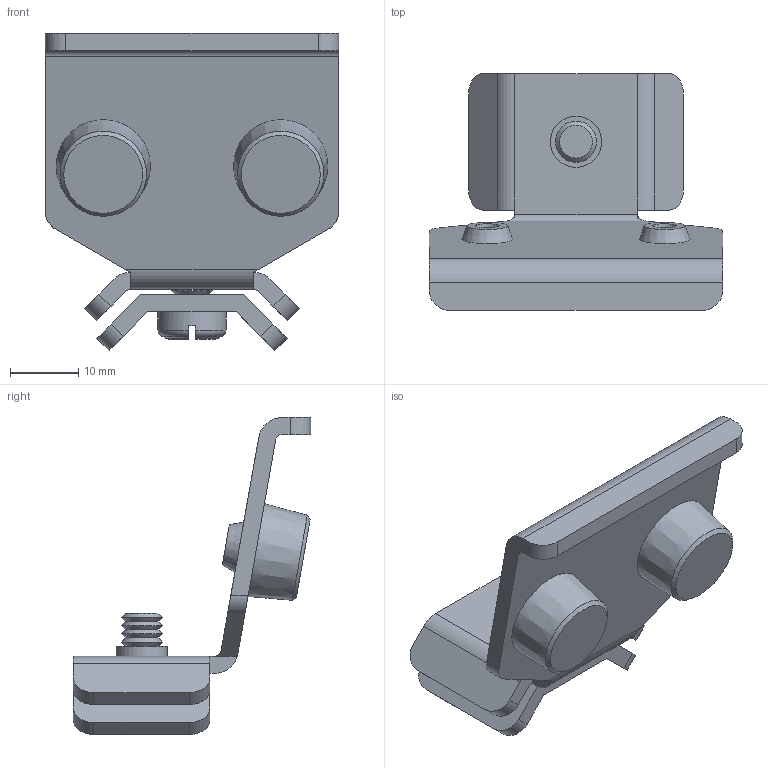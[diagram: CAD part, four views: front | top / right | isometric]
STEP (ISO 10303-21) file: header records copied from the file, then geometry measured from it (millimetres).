
FILE_DESCRIPTION( ( 'STEP AP214' ), '1' );
FILE_NAME( ' ', ' ', ( ' ' ), ( ' ' ), 'PSStep 11.0', 'VISI 17.0', ' ' );
FILE_SCHEMA( ( 'AUTOMOTIVE_DESIGN { 1 0 10303 214 1 1 1 1 }' ) );
Length unit declared in the file: millimetre
Products named in the file (5): 1; 2; 3; 4; 5
Bounding box: 43 x 34.77 x 46.46 mm (x, y, z)
Volume: 9405.2 mm3; surface area: 9377.8 mm2
Topology: 5 solids, 5 shells, 178 faces, 434 edges, 282 vertices
Faces by surface type: plane 70, cone 64, cylinder 26, torus 16, sphere 2
Full cylindrical faces by diameter (mm): 6 x1, 6.5 x1, 6.8 x2, 7.5 x1, 10 x1
Entity records: 6643 total; most frequent: CARTESIAN_POINT 1279, DIRECTION 806, ORIENTED_EDGE 736, EDGE_CURVE 368, AXIS2_PLACEMENT_3D 339, VERTEX_POINT 262, EDGE_LOOP 248, FACE_OUTER_BOUND 184
